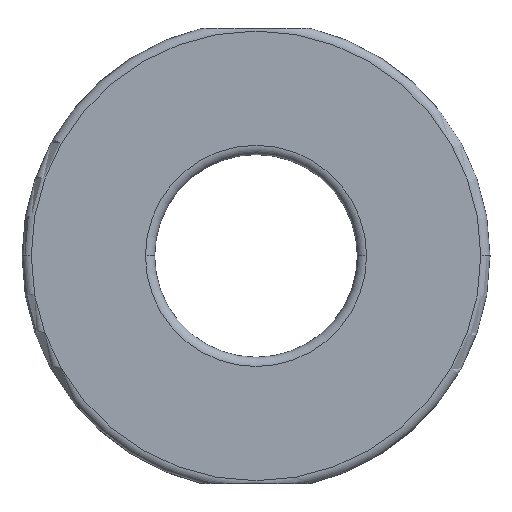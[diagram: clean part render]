
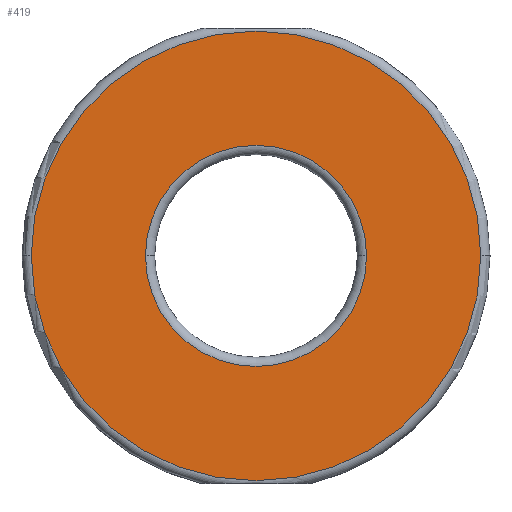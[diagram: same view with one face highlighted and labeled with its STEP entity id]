
A CAD part, top view. The second image highlights one B-rep face of the part: STEP entity #419.
In plain terms, the highlighted planar face has unit normal (0, 0, 1).
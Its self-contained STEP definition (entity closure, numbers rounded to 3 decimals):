
#39 = ORIENTED_EDGE ( 'NONE', *, *, #359, .T. ) ;
#61 = AXIS2_PLACEMENT_3D ( 'NONE', #1133, #1321, #726 ) ;
#73 = EDGE_CURVE ( 'NONE', #1112, #1169, #1295, .T. ) ;
#81 = CARTESIAN_POINT ( 'NONE',  ( -12.331, 1.275, 3. ) ) ;
#125 = EDGE_LOOP ( 'NONE', ( #1079, #39 ) ) ;
#181 = AXIS2_PLACEMENT_3D ( 'NONE', #710, #2013, #2360 ) ;
#312 = AXIS2_PLACEMENT_3D ( 'NONE', #1874, #1143, #1847 ) ;
#327 = ORIENTED_EDGE ( 'NONE', *, *, #73, .T. ) ;
#359 = EDGE_CURVE ( 'NONE', #501, #1297, #1268, .T. ) ;
#361 = FACE_OUTER_BOUND ( 'NONE', #2064, .T. ) ;
#419 = ADVANCED_FACE ( 'NONE', ( #361, #1505 ), #1841, .T. ) ;
#436 = EDGE_CURVE ( 'NONE', #1297, #501, #1475, .T. ) ;
#501 = VERTEX_POINT ( 'NONE', #1686 ) ;
#553 = CARTESIAN_POINT ( 'NONE',  ( 5.869, 1.275, 3. ) ) ;
#710 = CARTESIAN_POINT ( 'NONE',  ( -0.131, 1.275, 3. ) ) ;
#726 = DIRECTION ( 'NONE',  ( 1., 0., 0. ) ) ;
#802 = CIRCLE ( 'NONE', #1816, 12.2 ) ;
#1065 = AXIS2_PLACEMENT_3D ( 'NONE', #1359, #2099, #2134 ) ;
#1079 = ORIENTED_EDGE ( 'NONE', *, *, #436, .T. ) ;
#1101 = DIRECTION ( 'NONE',  ( 0., 0., 1. ) ) ;
#1112 = VERTEX_POINT ( 'NONE', #1383 ) ;
#1133 = CARTESIAN_POINT ( 'NONE',  ( -0.131, 1.275, 3. ) ) ;
#1143 = DIRECTION ( 'NONE',  ( 0., 0., -1. ) ) ;
#1169 = VERTEX_POINT ( 'NONE', #81 ) ;
#1250 = EDGE_CURVE ( 'NONE', #1169, #1112, #802, .T. ) ;
#1268 = CIRCLE ( 'NONE', #181, 6. ) ;
#1295 = CIRCLE ( 'NONE', #1065, 12.2 ) ;
#1297 = VERTEX_POINT ( 'NONE', #553 ) ;
#1321 = DIRECTION ( 'NONE',  ( 0., 0., 1. ) ) ;
#1359 = CARTESIAN_POINT ( 'NONE',  ( -0.131, 1.275, 3. ) ) ;
#1383 = CARTESIAN_POINT ( 'NONE',  ( 12.069, 1.275, 3. ) ) ;
#1465 = CARTESIAN_POINT ( 'NONE',  ( -0.131, 1.275, 3. ) ) ;
#1471 = DIRECTION ( 'NONE',  ( 1., 0., 0. ) ) ;
#1475 = CIRCLE ( 'NONE', #312, 6. ) ;
#1505 = FACE_BOUND ( 'NONE', #125, .T. ) ;
#1548 = ORIENTED_EDGE ( 'NONE', *, *, #1250, .T. ) ;
#1686 = CARTESIAN_POINT ( 'NONE',  ( -6.131, 1.275, 3. ) ) ;
#1816 = AXIS2_PLACEMENT_3D ( 'NONE', #1465, #1101, #1471 ) ;
#1841 = PLANE ( 'NONE',  #61 ) ;
#1847 = DIRECTION ( 'NONE',  ( 1., 0., 0. ) ) ;
#1874 = CARTESIAN_POINT ( 'NONE',  ( -0.131, 1.275, 3. ) ) ;
#2013 = DIRECTION ( 'NONE',  ( 0., 0., -1. ) ) ;
#2064 = EDGE_LOOP ( 'NONE', ( #327, #1548 ) ) ;
#2099 = DIRECTION ( 'NONE',  ( 0., 0., 1. ) ) ;
#2134 = DIRECTION ( 'NONE',  ( 1., 0., 0. ) ) ;
#2360 = DIRECTION ( 'NONE',  ( 1., 0., 0. ) ) ;
